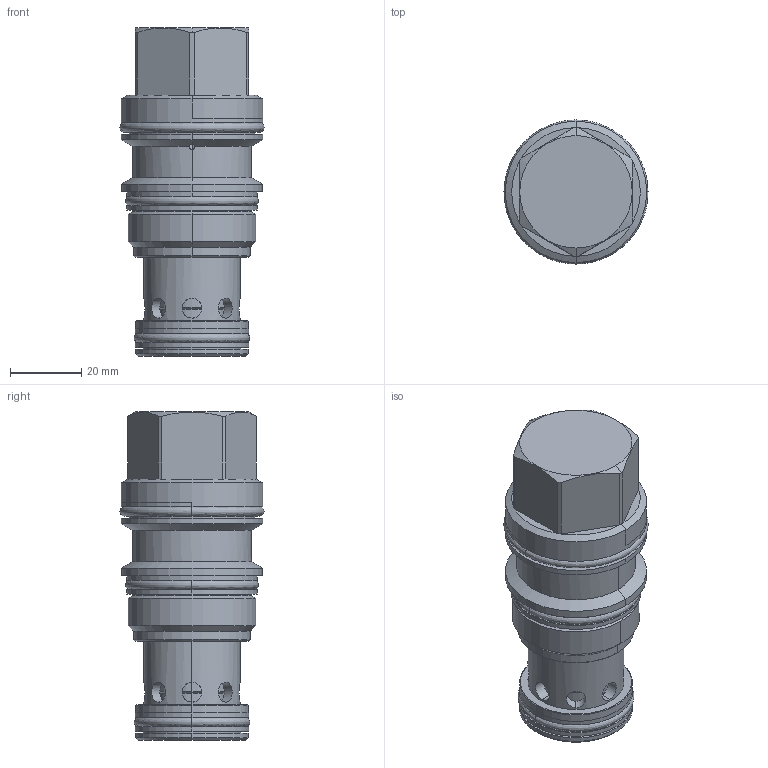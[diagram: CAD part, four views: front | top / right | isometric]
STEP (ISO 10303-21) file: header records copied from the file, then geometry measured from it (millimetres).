
FILE_DESCRIPTION((''),'2;1');
FILE_NAME('LOHD-XDN_PRT','2013-12-02T',('Administrator'),(''),'PRO/ENGINEER BY PARAMETRIC TECHNOLOGY CORPORATION, 2006240','PRO/ENGINEER BY PARAMETRIC TECHNOLOGY CORPORATION, 2006240','');
FILE_SCHEMA(('CONFIG_CONTROL_DESIGN'));
Length unit declared in the file: inch
Products named in the file (1): LOHD-XDN_PRT
Bounding box: 40.36 x 40.36 x 92.08 mm (x, y, z)
Volume: 78260.7 mm3; surface area: 21120.9 mm2
Topology: 4 solids, 4 shells, 174 faces, 399 edges, 235 vertices
Faces by surface type: cylinder 78, plane 34, cone 30, torus 16, revolution 12, sphere 4
Entity records: 6177 total; most frequent: CARTESIAN_POINT 2218, DIRECTION 841, ORIENTED_EDGE 786, EDGE_CURVE 393, AXIS2_PLACEMENT_3D 352, VERTEX_POINT 235, EDGE_LOOP 204, CIRCLE 190
